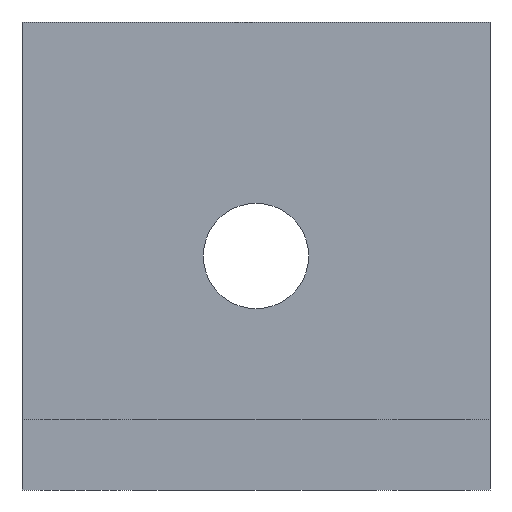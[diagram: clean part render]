
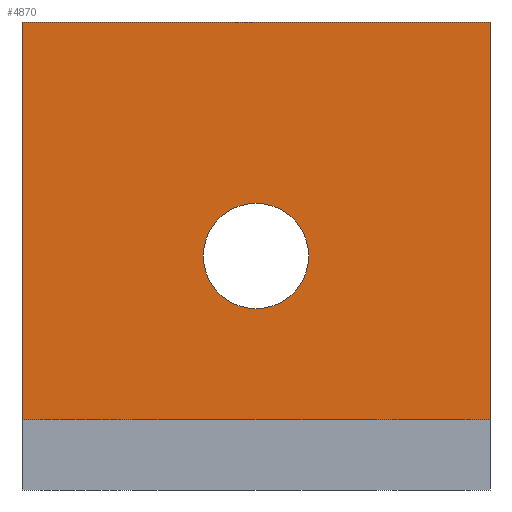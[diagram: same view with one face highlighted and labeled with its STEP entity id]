
A CAD part, front view. The second image highlights one B-rep face of the part: STEP entity #4870.
In plain terms, the highlighted planar face has unit normal (0, -1, 0).
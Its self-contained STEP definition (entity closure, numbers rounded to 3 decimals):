
#100=CARTESIAN_POINT('',(20.,-6.,20.));
#110=VERTEX_POINT('',#100);
#160=CARTESIAN_POINT('',(0.,-6.,20.));
#170=DIRECTION('',(-1.,0.,0.));
#180=VECTOR('',#170,1.);
#190=LINE('',#160,#180);
#200=CARTESIAN_POINT('',(-20.,-6.,20.));
#210=VERTEX_POINT('',#200);
#220=EDGE_CURVE('',#110,#210,#190,.T.);
#1610=CARTESIAN_POINT('',(-20.,-6.,0.));
#1620=DIRECTION('',(0.,0.,-1.));
#1630=VECTOR('',#1620,1.);
#1640=LINE('',#1610,#1630);
#1650=CARTESIAN_POINT('',(-20.,-6.,-14.));
#1660=VERTEX_POINT('',#1650);
#1670=EDGE_CURVE('',#210,#1660,#1640,.T.);
#3330=CARTESIAN_POINT('',(-4.5,-6.,0.));
#3340=VERTEX_POINT('',#3330);
#3370=CARTESIAN_POINT('',(0.,-6.,0.
));
#3380=DIRECTION('',(0.,1.,0.));
#3390=DIRECTION('',(-1.,0.,0.));
#3400=AXIS2_PLACEMENT_3D('',#3370,#3380,#3390);
#3410=CIRCLE('',#3400,4.5);
#3420=CARTESIAN_POINT('',(4.5,-6.,0.));
#3430=VERTEX_POINT('',#3420);
#3440=EDGE_CURVE('',#3340,#3430,#3410,.T.);
#4100=CARTESIAN_POINT('',(20.,-6.,-14.));
#4110=VERTEX_POINT('',#4100);
#4210=CARTESIAN_POINT('',(0.,-6.,-14.));
#4220=DIRECTION('',(1.,0.,0.));
#4230=VECTOR('',#4220,1.);
#4240=LINE('',#4210,#4230);
#4250=EDGE_CURVE('',#1660,#4110,#4240,.T.);
#4610=CARTESIAN_POINT('',(20.,-6.,0.));
#4620=DIRECTION('',(0.,0.,1.));
#4630=VECTOR('',#4620,1.);
#4640=LINE('',#4610,#4630);
#4650=EDGE_CURVE('',#4110,#110,#4640,.T.);
#4710=CARTESIAN_POINT('',(-20.4,-6.,-15.35));
#4720=DIRECTION('',(-0.,-1.,-0.));
#4730=DIRECTION('',(-1.,0.,0.));
#4740=AXIS2_PLACEMENT_3D('',#4710,#4720,#4730);
#4750=PLANE('',#4740);
#4760=ORIENTED_EDGE('',*,*,#3440,.T.);
#4770=EDGE_CURVE('',#3430,#3340,#3410,.T.);
#4780=ORIENTED_EDGE('',*,*,#4770,.T.);
#4790=EDGE_LOOP('',(#4780,#4760));
#4800=FACE_BOUND('',#4790,.T.);
#4810=ORIENTED_EDGE('',*,*,#1670,.T.);
#4820=ORIENTED_EDGE('',*,*,#220,.T.);
#4830=ORIENTED_EDGE('',*,*,#4650,.T.);
#4840=ORIENTED_EDGE('',*,*,#4250,.T.);
#4850=EDGE_LOOP('',(#4840,#4830,#4820,#4810));
#4860=FACE_OUTER_BOUND('',#4850,.T.);
#4870=ADVANCED_FACE('',(#4800,#4860),#4750,.T.);
